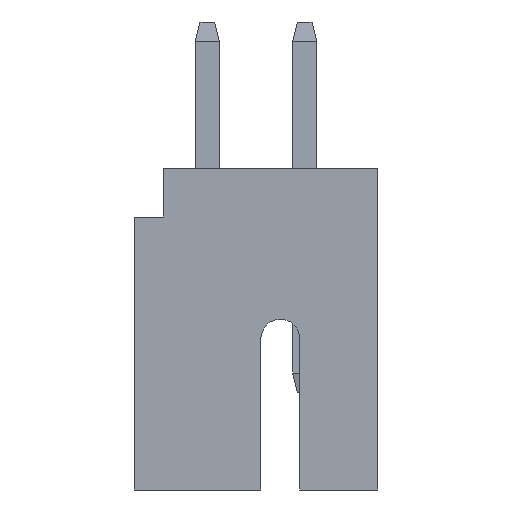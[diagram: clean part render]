
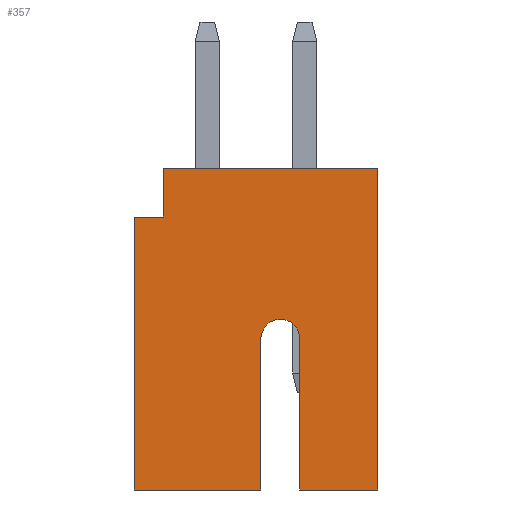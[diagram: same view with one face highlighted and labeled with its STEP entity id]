
A CAD part, left-side view. The second image highlights one B-rep face of the part: STEP entity #357.
In plain terms, the highlighted planar face has unit normal (-1, 0, 0).
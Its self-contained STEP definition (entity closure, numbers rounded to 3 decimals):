
#357=ADVANCED_FACE('',(#1036),#1037,.T.);
#1036=FACE_OUTER_BOUND('',#2062,.T.);
#1037=PLANE('',#2063);
#2062=EDGE_LOOP('',(#3087,#3088,#3089,#3090,#3091,#3092,#3093,#3094,#3095,#3096));
#2063=AXIS2_PLACEMENT_3D('',#3097,#3098,#3099);
#3087=ORIENTED_EDGE('',*,*,#5981,.F.);
#3088=ORIENTED_EDGE('',*,*,#5982,.T.);
#3089=ORIENTED_EDGE('',*,*,#5983,.T.);
#3090=ORIENTED_EDGE('',*,*,#5984,.T.);
#3091=ORIENTED_EDGE('',*,*,#5985,.T.);
#3092=ORIENTED_EDGE('',*,*,#5986,.F.);
#3093=ORIENTED_EDGE('',*,*,#5976,.F.);
#3094=ORIENTED_EDGE('',*,*,#5987,.T.);
#3095=ORIENTED_EDGE('',*,*,#5988,.T.);
#3096=ORIENTED_EDGE('',*,*,#5989,.F.);
#3097=CARTESIAN_POINT('',(-10.222,25.456,8.912));
#3098=DIRECTION('',(-1.0,0.0,0.0));
#3099=DIRECTION('',(0.0,0.0,1.0));
#5976=EDGE_CURVE('',#7095,#7096,#7097,.T.);
#5981=EDGE_CURVE('',#7104,#7105,#7106,.T.);
#5982=EDGE_CURVE('',#7104,#7107,#7108,.T.);
#5983=EDGE_CURVE('',#7107,#7109,#7110,.T.);
#5984=EDGE_CURVE('',#7109,#7111,#7112,.T.);
#5985=EDGE_CURVE('',#7111,#7113,#7114,.T.);
#5986=EDGE_CURVE('',#7096,#7113,#7115,.T.);
#5987=EDGE_CURVE('',#7095,#7116,#7117,.T.);
#5988=EDGE_CURVE('',#7116,#7118,#7119,.T.);
#5989=EDGE_CURVE('',#7105,#7118,#7120,.T.);
#7095=VERTEX_POINT('',#8702);
#7096=VERTEX_POINT('',#8703);
#7097=CIRCLE('',#8704,0.4);
#7104=VERTEX_POINT('',#8713);
#7105=VERTEX_POINT('',#8714);
#7106=LINE('',#8715,#8716);
#7107=VERTEX_POINT('',#8717);
#7108=LINE('',#8718,#8719);
#7109=VERTEX_POINT('',#8720);
#7110=LINE('',#8721,#8722);
#7111=VERTEX_POINT('',#8723);
#7112=LINE('',#8724,#8725);
#7113=VERTEX_POINT('',#8726);
#7114=LINE('',#8727,#8728);
#7115=LINE('',#8729,#8730);
#7116=VERTEX_POINT('',#8731);
#7117=LINE('',#8732,#8733);
#7118=VERTEX_POINT('',#8734);
#7119=LINE('',#8735,#8736);
#7120=LINE('',#8737,#8738);
#8702=CARTESIAN_POINT('',(-10.222,24.255,3.1));
#8703=CARTESIAN_POINT('',(-10.222,25.055,3.1));
#8704=AXIS2_PLACEMENT_3D('',#11092,#11093,#11094);
#8713=CARTESIAN_POINT('',(-10.222,27.055,6.6));
#8714=CARTESIAN_POINT('',(-10.222,22.655,6.6));
#8715=CARTESIAN_POINT('',(-10.222,25.0,6.6));
#8716=VECTOR('',#11100,1.0);
#8717=CARTESIAN_POINT('',(-10.222,27.055,5.6));
#8718=CARTESIAN_POINT('',(-10.222,27.055,0.0));
#8719=VECTOR('',#11101,1.0);
#8720=CARTESIAN_POINT('',(-10.222,27.655,5.6));
#8721=CARTESIAN_POINT('',(-10.222,25.0,5.6));
#8722=VECTOR('',#11102,1.0);
#8723=CARTESIAN_POINT('',(-10.222,27.655,0.));
#8724=CARTESIAN_POINT('',(-10.222,27.655,0.));
#8725=VECTOR('',#11103,1.0);
#8726=CARTESIAN_POINT('',(-10.222,25.055,0.));
#8727=CARTESIAN_POINT('',(-10.222,25.0,0.0));
#8728=VECTOR('',#11104,1.0);
#8729=CARTESIAN_POINT('',(-10.222,25.055,0.3));
#8730=VECTOR('',#11105,1.0);
#8731=CARTESIAN_POINT('',(-10.222,24.255,0.));
#8732=CARTESIAN_POINT('',(-10.222,24.255,0.));
#8733=VECTOR('',#11106,1.0);
#8734=CARTESIAN_POINT('',(-10.222,22.655,0.));
#8735=CARTESIAN_POINT('',(-10.222,25.0,0.0));
#8736=VECTOR('',#11107,1.0);
#8737=CARTESIAN_POINT('',(-10.222,22.655,0.));
#8738=VECTOR('',#11108,1.0);
#11092=CARTESIAN_POINT('',(-10.222,24.655,3.1));
#11093=DIRECTION('',(-1.0,0.,0.));
#11094=DIRECTION('',(0.,0.,1.0));
#11100=DIRECTION('',(0.0,-1.0,0.0));
#11101=DIRECTION('',(0.0,0.0,-1.0));
#11102=DIRECTION('',(0.0,1.0,0.));
#11103=DIRECTION('',(0.0,0.,-1.0));
#11104=DIRECTION('',(0.0,-1.0,0.));
#11105=DIRECTION('',(0.0,0.,-1.0));
#11106=DIRECTION('',(0.0,0.,-1.0));
#11107=DIRECTION('',(0.0,-1.0,0.));
#11108=DIRECTION('',(0.0,0.,-1.0));
